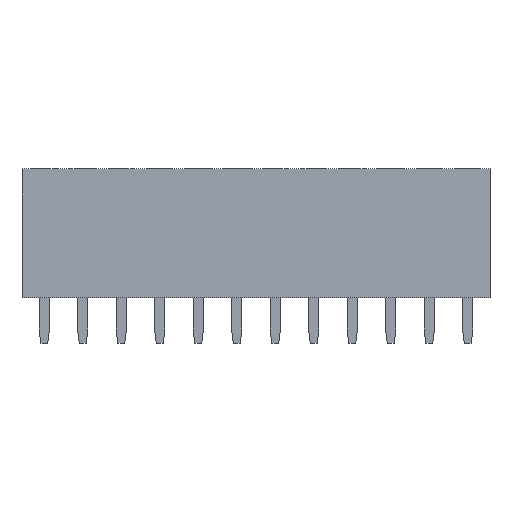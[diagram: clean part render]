
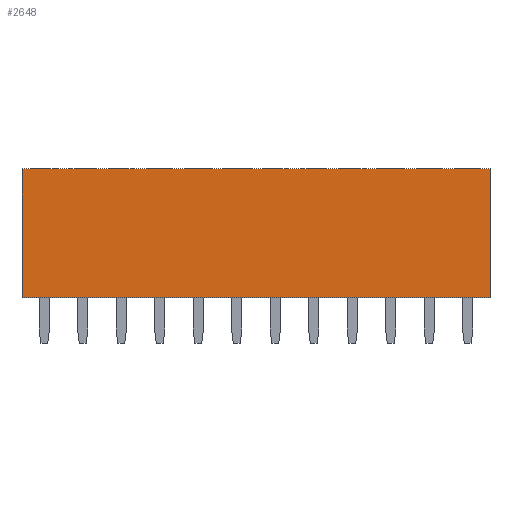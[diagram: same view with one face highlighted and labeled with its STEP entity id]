
A CAD part, top view. The second image highlights one B-rep face of the part: STEP entity #2648.
In plain terms, the highlighted planar face has unit normal (0, 0, 1).
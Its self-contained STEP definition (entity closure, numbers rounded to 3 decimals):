
#2648=ADVANCED_FACE('',(#4873),#4874,.T.);
#4873=FACE_OUTER_BOUND('',#10114,.T.);
#4874=PLANE('',#10115);
#10114=EDGE_LOOP('',(#14288,#14289,#14290,#14291));
#10115=AXIS2_PLACEMENT_3D('',#14292,#14293,#14294);
#14288=ORIENTED_EDGE('',*,*,#22494,.F.);
#14289=ORIENTED_EDGE('',*,*,#22894,.T.);
#14290=ORIENTED_EDGE('',*,*,#22887,.T.);
#14291=ORIENTED_EDGE('',*,*,#22895,.F.);
#14292=CARTESIAN_POINT('',(-1.27,0.0,1.25));
#14293=DIRECTION('',(0.0,0.0,1.0));
#14294=DIRECTION('',(1.0,0.0,0.0));
#22494=EDGE_CURVE('',#27763,#27765,#27766,.T.);
#22887=EDGE_CURVE('',#28405,#28406,#28407,.T.);
#22894=EDGE_CURVE('',#27763,#28405,#28418,.T.);
#22895=EDGE_CURVE('',#27765,#28406,#28419,.T.);
#27763=VERTEX_POINT('',#32880);
#27765=VERTEX_POINT('',#32883);
#27766=LINE('',#32884,#32885);
#28405=VERTEX_POINT('',#33916);
#28406=VERTEX_POINT('',#33917);
#28407=LINE('',#33918,#33919);
#28418=LINE('',#33936,#33937);
#28419=LINE('',#33938,#33939);
#32880=CARTESIAN_POINT('',(-29.41,0.0,1.25));
#32883=CARTESIAN_POINT('',(1.47,0.0,1.25));
#32884=CARTESIAN_POINT('',(-29.41,0.0,1.25));
#32885=VECTOR('',#38294,30.88);
#33916=CARTESIAN_POINT('',(-29.41,-8.5,1.25));
#33917=CARTESIAN_POINT('',(1.47,-8.5,1.25));
#33918=CARTESIAN_POINT('',(-29.41,-8.5,1.25));
#33919=VECTOR('',#38687,30.88);
#33936=CARTESIAN_POINT('',(-29.41,0.0,1.25));
#33937=VECTOR('',#38694,8.5);
#33938=CARTESIAN_POINT('',(1.47,0.0,1.25));
#33939=VECTOR('',#38695,8.5);
#38294=DIRECTION('',(1.0,0.0,0.0));
#38687=DIRECTION('',(1.0,0.0,0.0));
#38694=DIRECTION('',(0.0,-1.0,0.0));
#38695=DIRECTION('',(0.0,-1.0,0.0));
